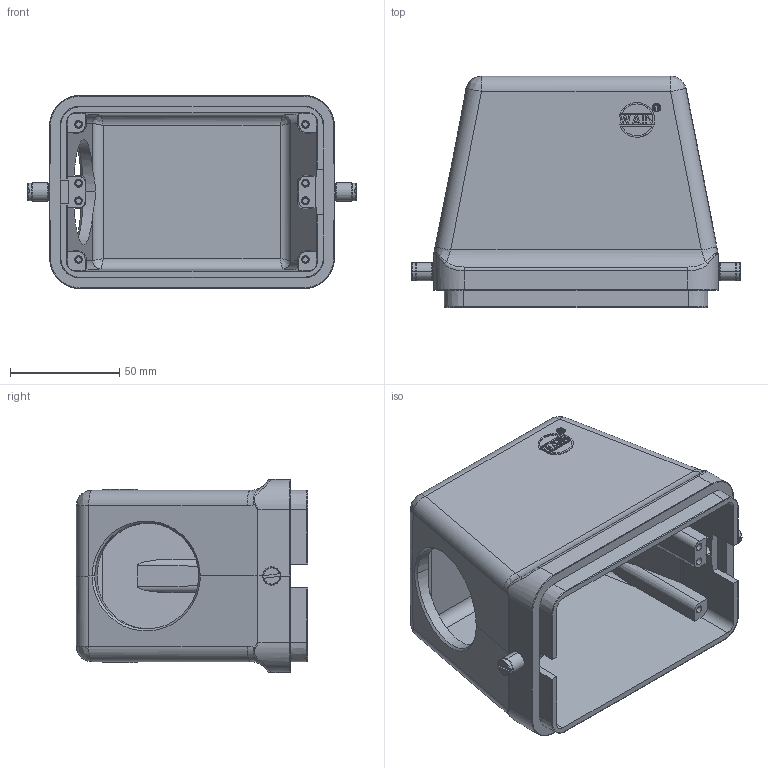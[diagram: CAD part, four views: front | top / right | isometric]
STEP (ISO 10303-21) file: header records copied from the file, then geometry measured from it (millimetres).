
FILE_DESCRIPTION (( 'STEP AP203' ), '1' );
FILE_NAME ('H48B-MSE-2B-M50.STP', '2017-08-30T12:08:07', ( '微软用户' ), ( '微软中国' ), 'SwSTEP 2.0', 'SolidWorks 2012', '' );
FILE_SCHEMA (( 'CONFIG_CONTROL_DESIGN' ));
Length unit declared in the file: millimetre
Products named in the file (1): H48B-MSE-2B-M50
Bounding box: 150.8 x 106 x 88.5 mm (x, y, z)
Volume: 244882.5 mm3; surface area: 91571.8 mm2
Topology: 1 solids, 3 shells, 471 faces, 1188 edges, 766 vertices
Faces by surface type: plane 265, cylinder 131, bspline 46, cone 24, torus 5
Entity records: 21983 total; most frequent: CARTESIAN_POINT 11457, ORIENTED_EDGE 2376, DIRECTION 1749, EDGE_CURVE 1188, VERTEX_POINT 766, LINE 765, VECTOR 765, EDGE_LOOP 522
